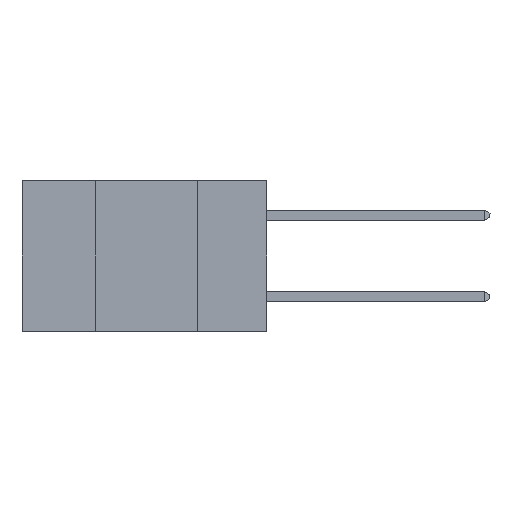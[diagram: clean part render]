
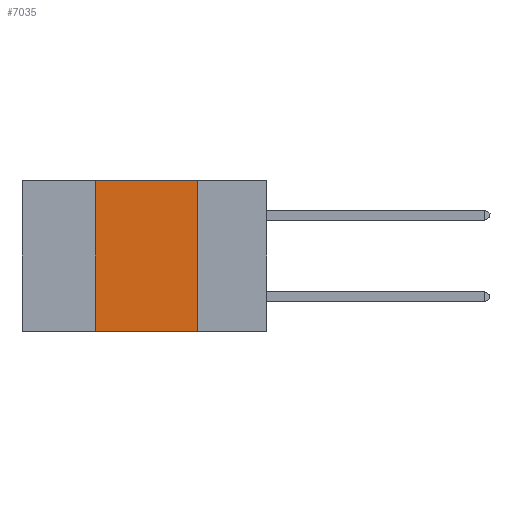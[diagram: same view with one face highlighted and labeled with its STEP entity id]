
A CAD part, left-side view. The second image highlights one B-rep face of the part: STEP entity #7035.
In plain terms, the highlighted planar face has unit normal (-1, 0, 0).
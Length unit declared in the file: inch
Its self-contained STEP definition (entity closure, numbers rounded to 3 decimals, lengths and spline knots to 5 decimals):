
#90 = DIRECTION ( 'NONE',  ( 0., 0., -1. ) ) ;
#210 = VERTEX_POINT ( 'NONE', #9896 ) ;
#339 = DIRECTION ( 'NONE',  ( 0., 0., -1. ) ) ;
#615 = FACE_OUTER_BOUND ( 'NONE', #1146, .T. ) ;
#1006 = EDGE_CURVE ( 'NONE', #5994, #8426, #7214, .T. ) ;
#1054 = AXIS2_PLACEMENT_3D ( 'NONE', #4264, #10000, #339 ) ;
#1143 = ORIENTED_EDGE ( 'NONE', *, *, #5723, .T. ) ;
#1146 = EDGE_LOOP ( 'NONE', ( #2210, #2220, #2853, #1143 ) ) ;
#1879 = DIRECTION ( 'NONE',  ( 0., -1., 0. ) ) ;
#2210 = ORIENTED_EDGE ( 'NONE', *, *, #6892, .F. ) ;
#2220 = ORIENTED_EDGE ( 'NONE', *, *, #7527, .F. ) ;
#2407 = DIRECTION ( 'NONE',  ( 0., -1., 0. ) ) ;
#2853 = ORIENTED_EDGE ( 'NONE', *, *, #1006, .F. ) ;
#3186 = VECTOR ( 'NONE', #2407, 39.37008 ) ;
#3305 = LINE ( 'NONE', #8699, #7275 ) ;
#3318 = VECTOR ( 'NONE', #1879, 39.37008 ) ;
#3734 = PLANE ( 'NONE',  #1054 ) ;
#3812 = LINE ( 'NONE', #5557, #3318 ) ;
#4170 = VERTEX_POINT ( 'NONE', #4661 ) ;
#4264 = CARTESIAN_POINT ( 'NONE',  ( 0., 0.6, 0. ) ) ;
#4661 = CARTESIAN_POINT ( 'NONE',  ( 0., 0.17, -0.37 ) ) ;
#4747 = CARTESIAN_POINT ( 'NONE',  ( 0., 0.6, 0. ) ) ;
#5557 = CARTESIAN_POINT ( 'NONE',  ( 0., 0.6, -0.37 ) ) ;
#5723 = EDGE_CURVE ( 'NONE', #5994, #4170, #3812, .T. ) ;
#5760 = DIRECTION ( 'NONE',  ( 0., 0., 1. ) ) ;
#5994 = VERTEX_POINT ( 'NONE', #9370 ) ;
#6190 = LINE ( 'NONE', #4747, #3186 ) ;
#6548 = CARTESIAN_POINT ( 'NONE',  ( 0., 0.42, 0. ) ) ;
#6892 = EDGE_CURVE ( 'NONE', #210, #4170, #3305, .T. ) ;
#7035 = ADVANCED_FACE ( 'NONE', ( #615 ), #3734, .F. ) ;
#7058 = VECTOR ( 'NONE', #5760, 39.37008 ) ;
#7214 = LINE ( 'NONE', #6548, #7058 ) ;
#7275 = VECTOR ( 'NONE', #90, 39.37008 ) ;
#7527 = EDGE_CURVE ( 'NONE', #8426, #210, #6190, .T. ) ;
#8426 = VERTEX_POINT ( 'NONE', #9144 ) ;
#8699 = CARTESIAN_POINT ( 'NONE',  ( 0., 0.17, 0. ) ) ;
#9144 = CARTESIAN_POINT ( 'NONE',  ( 0., 0.42, 0. ) ) ;
#9370 = CARTESIAN_POINT ( 'NONE',  ( 0., 0.42, -0.37 ) ) ;
#9896 = CARTESIAN_POINT ( 'NONE',  ( 0., 0.17, 0. ) ) ;
#10000 = DIRECTION ( 'NONE',  ( 1., 0., 0. ) ) ;
